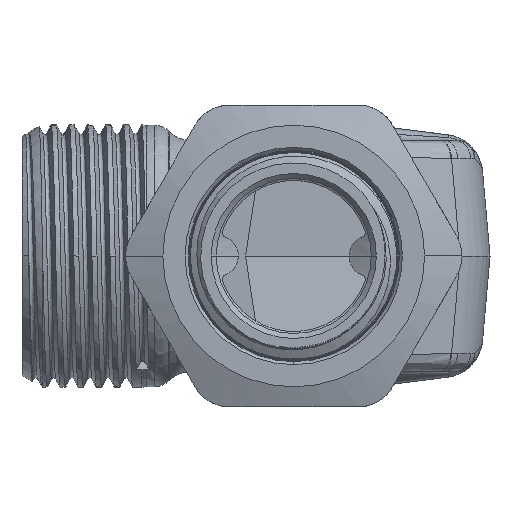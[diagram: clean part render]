
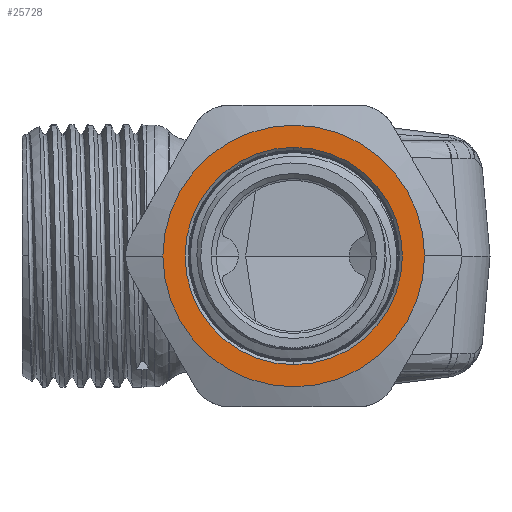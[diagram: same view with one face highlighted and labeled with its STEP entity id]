
A CAD part, front view. The second image highlights one B-rep face of the part: STEP entity #25728.
In plain terms, the highlighted planar face has unit normal (0, -1, 0).
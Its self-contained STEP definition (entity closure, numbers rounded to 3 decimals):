
#2879=CARTESIAN_POINT('',(0.,-35.7,0.));
#2880=DIRECTION('',(0.,-1.,0.));
#2881=DIRECTION('',(0.,0.,-1.));
#2882=AXIS2_PLACEMENT_3D('',#2879,#2880,#2881);
#2897=CARTESIAN_POINT('',(0.,-35.7,0.));
#2898=DIRECTION('',(0.,-1.,0.));
#2899=DIRECTION('',(-1.,0.,0.));
#2900=AXIS2_PLACEMENT_3D('',#2897,#2898,#2899);
#2902=CARTESIAN_POINT('',(0.,-35.7,0.));
#2903=DIRECTION('',(0.,-1.,0.));
#2904=DIRECTION('',(1.,0.,0.));
#2905=AXIS2_PLACEMENT_3D('',#2902,#2903,#2904);
#20242=CARTESIAN_POINT('',(0.,-35.7,0.));
#20243=DIRECTION('',(0.,-1.,0.));
#20244=DIRECTION('',(0.,0.,1.));
#20245=AXIS2_PLACEMENT_3D('',#20242,#20243,#20244);
#21810=CARTESIAN_POINT('',(0.,-35.7,10.8));
#21811=CARTESIAN_POINT('',(0.,-35.7,-10.8));
#21812=VERTEX_POINT('',#21810);
#21813=VERTEX_POINT('',#21811);
#21818=CARTESIAN_POINT('',(-13.,-35.7,0.));
#21819=CARTESIAN_POINT('',(13.,-35.7,0.));
#21820=VERTEX_POINT('',#21818);
#21821=VERTEX_POINT('',#21819);
#25712=CARTESIAN_POINT('',(0.,-35.7,0.));
#25713=DIRECTION('',(0.,1.,0.));
#25714=DIRECTION('',(1.,0.,0.));
#25715=AXIS2_PLACEMENT_3D('',#25712,#25713,#25714);
#25716=PLANE('',#25715);
#25718=ORIENTED_EDGE('',*,*,#25717,.F.);
#25720=ORIENTED_EDGE('',*,*,#25719,.F.);
#25721=EDGE_LOOP('',(#25718,#25720));
#25722=FACE_OUTER_BOUND('',#25721,.F.);
#25724=ORIENTED_EDGE('',*,*,#25723,.T.);
#25725=ORIENTED_EDGE('',*,*,#25702,.T.);
#25726=EDGE_LOOP('',(#25724,#25725));
#25727=FACE_BOUND('',#25726,.F.);
#25728=ADVANCED_FACE('',(#25722,#25727),#25716,.F.);
#2883=CIRCLE('',#2882,10.8);
#2901=CIRCLE('',#2900,13.);
#2906=CIRCLE('',#2905,13.);
#20246=CIRCLE('',#20245,10.8);
#25702=EDGE_CURVE('',#21813,#21812,#2883,.T.);
#25717=EDGE_CURVE('',#21820,#21821,#2901,.T.);
#25719=EDGE_CURVE('',#21821,#21820,#2906,.T.);
#25723=EDGE_CURVE('',#21812,#21813,#20246,.T.);
